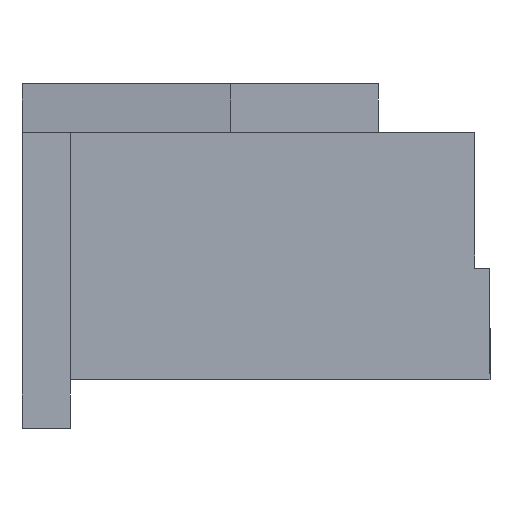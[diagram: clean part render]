
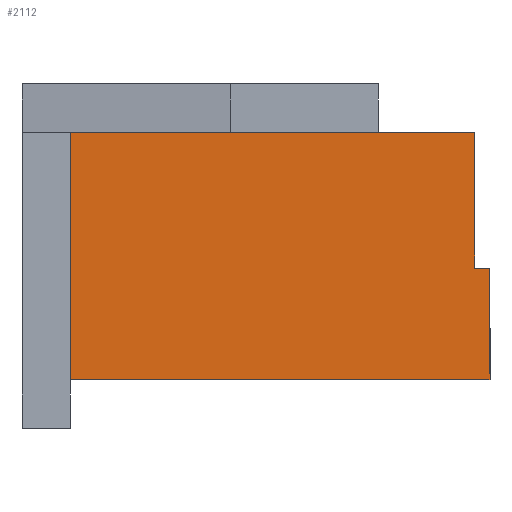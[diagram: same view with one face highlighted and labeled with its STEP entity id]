
A CAD part, left-side view. The second image highlights one B-rep face of the part: STEP entity #2112.
In plain terms, the highlighted planar face has unit normal (-1, 0, 0).
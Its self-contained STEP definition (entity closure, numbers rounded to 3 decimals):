
#26=FACE_OUTER_BOUND('',#140,.T.);
#140=EDGE_LOOP('',(#1409,#1410,#1411,#1412,#1413,#1414));
#268=LINE('',#2903,#574);
#287=LINE('',#2942,#593);
#288=LINE('',#2944,#594);
#289=LINE('',#2945,#595);
#290=LINE('',#2947,#596);
#291=LINE('',#2948,#597);
#574=VECTOR('',#2362,1000.);
#593=VECTOR('',#2383,1000.);
#594=VECTOR('',#2384,1000.);
#595=VECTOR('',#2385,1000.);
#596=VECTOR('',#2386,1000.);
#597=VECTOR('',#2387,1000.);
#880=VERTEX_POINT('',#2900);
#881=VERTEX_POINT('',#2902);
#899=VERTEX_POINT('',#2940);
#900=VERTEX_POINT('',#2941);
#901=VERTEX_POINT('',#2943);
#902=VERTEX_POINT('',#2946);
#1084=EDGE_CURVE('',#881,#880,#268,.T.);
#1103=EDGE_CURVE('',#899,#900,#287,.T.);
#1104=EDGE_CURVE('',#901,#899,#288,.T.);
#1105=EDGE_CURVE('',#881,#901,#289,.T.);
#1106=EDGE_CURVE('',#880,#902,#290,.T.);
#1107=EDGE_CURVE('',#900,#902,#291,.T.);
#1409=ORIENTED_EDGE('',*,*,#1103,.F.);
#1410=ORIENTED_EDGE('',*,*,#1104,.F.);
#1411=ORIENTED_EDGE('',*,*,#1105,.F.);
#1412=ORIENTED_EDGE('',*,*,#1084,.T.);
#1413=ORIENTED_EDGE('',*,*,#1106,.T.);
#1414=ORIENTED_EDGE('',*,*,#1107,.F.);
#1998=PLANE('',#2240);
#2112=ADVANCED_FACE('',(#26),#1998,.T.);
#2240=AXIS2_PLACEMENT_3D('',#2939,#2381,#2382);
#2362=DIRECTION('',(0.,-1.,0.));
#2381=DIRECTION('center_axis',(-1.,0.,0.));
#2382=DIRECTION('ref_axis',(0.,0.,1.));
#2383=DIRECTION('',(0.,0.,-1.));
#2384=DIRECTION('',(0.,-1.,0.));
#2385=DIRECTION('',(0.,0.,1.));
#2386=DIRECTION('',(0.,0.,1.));
#2387=DIRECTION('',(0.,-1.,0.));
#2900=CARTESIAN_POINT('',(-6.6,-3.875,0.8));
#2902=CARTESIAN_POINT('',(-6.6,3.075,0.8));
#2903=CARTESIAN_POINT('',(-6.6,3.875,0.8));
#2939=CARTESIAN_POINT('Origin',(-6.6,3.875,0.8));
#2940=CARTESIAN_POINT('',(-6.6,-3.625,4.9));
#2941=CARTESIAN_POINT('',(-6.6,-3.625,2.65));
#2942=CARTESIAN_POINT('',(-6.6,-3.625,0.8));
#2943=CARTESIAN_POINT('',(-6.6,3.075,4.9));
#2944=CARTESIAN_POINT('',(-6.6,3.875,4.9));
#2945=CARTESIAN_POINT('',(-6.6,3.075,0.8));
#2946=CARTESIAN_POINT('',(-6.6,-3.875,2.65));
#2947=CARTESIAN_POINT('',(-6.6,-3.875,0.8));
#2948=CARTESIAN_POINT('',(-6.6,3.875,2.65));
